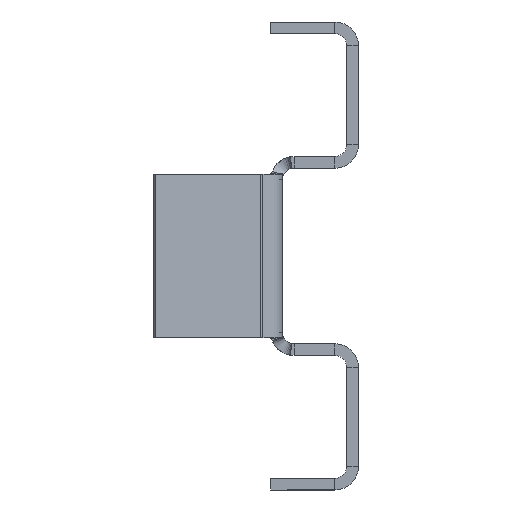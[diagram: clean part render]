
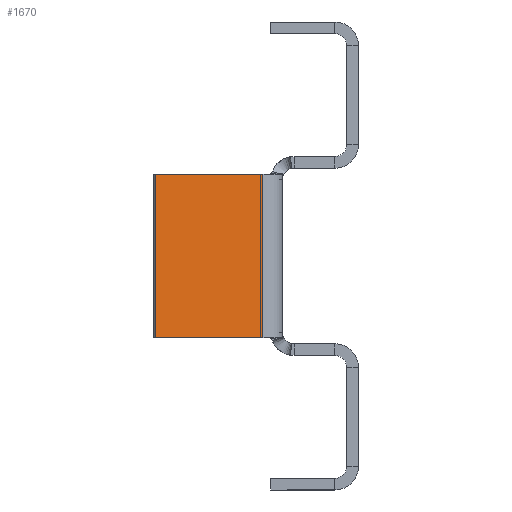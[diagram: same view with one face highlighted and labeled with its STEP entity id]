
A CAD part, left-side view. The second image highlights one B-rep face of the part: STEP entity #1670.
In plain terms, the highlighted planar face has unit normal (-0.985, -0.174, 0).
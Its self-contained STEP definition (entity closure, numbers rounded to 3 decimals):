
#212 = EDGE_CURVE ( 'NONE', #2273, #2204, #1877, .T. ) ;
#541 = CARTESIAN_POINT ( 'NONE',  ( -305.261, 1.305, -14. ) ) ;
#693 = AXIS2_PLACEMENT_3D ( 'NONE', #872, #3104, #1574 ) ;
#872 = CARTESIAN_POINT ( 'NONE',  ( -295.833, -52.163, 0. ) ) ;
#937 = CARTESIAN_POINT ( 'NONE',  ( -304.97, -0.347, 14. ) ) ;
#950 = VECTOR ( 'NONE', #1047, 1000. ) ;
#972 = EDGE_CURVE ( 'NONE', #983, #1543, #1282, .T. ) ;
#983 = VERTEX_POINT ( 'NONE', #541 ) ;
#999 = LINE ( 'NONE', #2770, #950 ) ;
#1047 = DIRECTION ( 'NONE',  ( 0., 0., -1. ) ) ;
#1049 = LINE ( 'NONE', #2869, #2450 ) ;
#1079 = ORIENTED_EDGE ( 'NONE', *, *, #2581, .F. ) ;
#1105 = CARTESIAN_POINT ( 'NONE',  ( -308.496, 19.654, 14. ) ) ;
#1256 = CARTESIAN_POINT ( 'NONE',  ( -308.496, 19.654, -14. ) ) ;
#1282 = LINE ( 'NONE', #1256, #1307 ) ;
#1307 = VECTOR ( 'NONE', #1476, 1000. ) ;
#1355 = DIRECTION ( 'NONE',  ( 0., 0., 1. ) ) ;
#1440 = FACE_OUTER_BOUND ( 'NONE', #2931, .T. ) ;
#1476 = DIRECTION ( 'NONE',  ( -0.174, 0.985, 0. ) ) ;
#1534 = CARTESIAN_POINT ( 'NONE',  ( -305.261, 1.305, 14. ) ) ;
#1543 = VERTEX_POINT ( 'NONE', #2293 ) ;
#1574 = DIRECTION ( 'NONE',  ( 0.174, -0.985, 0. ) ) ;
#1584 = ORIENTED_EDGE ( 'NONE', *, *, #972, .F. ) ;
#1670 = ADVANCED_FACE ( 'NONE', ( #1440 ), #2571, .F. ) ;
#1703 = EDGE_CURVE ( 'NONE', #1543, #2273, #1049, .T. ) ;
#1835 = VECTOR ( 'NONE', #2116, 1000. ) ;
#1877 = LINE ( 'NONE', #937, #1835 ) ;
#2116 = DIRECTION ( 'NONE',  ( 0.174, -0.985, 0. ) ) ;
#2204 = VERTEX_POINT ( 'NONE', #1534 ) ;
#2273 = VERTEX_POINT ( 'NONE', #1105 ) ;
#2287 = ORIENTED_EDGE ( 'NONE', *, *, #1703, .F. ) ;
#2293 = CARTESIAN_POINT ( 'NONE',  ( -308.496, 19.654, -14. ) ) ;
#2450 = VECTOR ( 'NONE', #1355, 1000. ) ;
#2571 = PLANE ( 'NONE',  #693 ) ;
#2581 = EDGE_CURVE ( 'NONE', #2204, #983, #999, .T. ) ;
#2588 = ORIENTED_EDGE ( 'NONE', *, *, #212, .F. ) ;
#2770 = CARTESIAN_POINT ( 'NONE',  ( -305.261, 1.305, 0. ) ) ;
#2869 = CARTESIAN_POINT ( 'NONE',  ( -308.496, 19.654, 14. ) ) ;
#2931 = EDGE_LOOP ( 'NONE', ( #1079, #2588, #2287, #1584 ) ) ;
#3104 = DIRECTION ( 'NONE',  ( 0.985, 0.174, 0. ) ) ;
